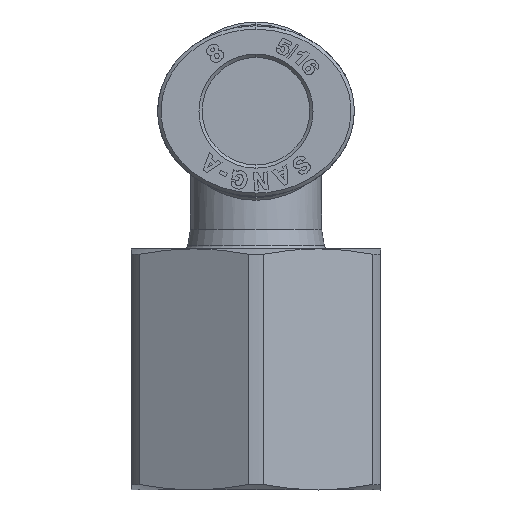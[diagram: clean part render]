
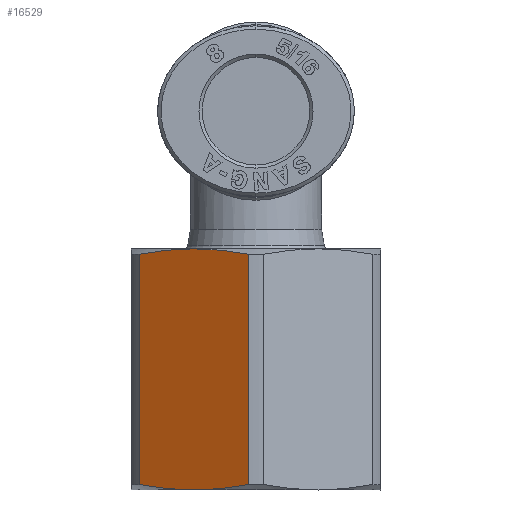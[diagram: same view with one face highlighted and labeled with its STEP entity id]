
A CAD part, left-side view. The second image highlights one B-rep face of the part: STEP entity #16529.
In plain terms, the highlighted planar face has unit normal (-0.866, 0.5, 0).
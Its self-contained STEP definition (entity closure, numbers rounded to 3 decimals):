
#126 = AXIS2_PLACEMENT_3D ( 'NONE', #498, #13746, #27550 ) ;
#498 = CARTESIAN_POINT ( 'NONE',  ( -10.97, 0., -28.9 ) ) ;
#517 = EDGE_CURVE ( 'NONE', #11132, #7810, #10203, .T. ) ;
#936 = VERTEX_POINT ( 'NONE', #28876 ) ;
#1247 = ORIENTED_EDGE ( 'NONE', *, *, #20915, .T. ) ;
#1631 = CARTESIAN_POINT ( 'NONE',  ( -5.82, 8.919, -10.919 ) ) ;
#2032 = DIRECTION ( 'NONE',  ( 0., 0., -1. ) ) ;
#3110 = CARTESIAN_POINT ( 'NONE',  ( -5.82, 8.919, -28.481 ) ) ;
#3502 = CARTESIAN_POINT ( 'NONE',  ( -9.837, 1.962, -28.744 ) ) ;
#4956 = EDGE_CURVE ( 'NONE', #15933, #11132, #22890, .T. ) ;
#5031 = PLANE ( 'NONE',  #126 ) ;
#6015 = VERTEX_POINT ( 'NONE', #14298 ) ;
#6374 = CARTESIAN_POINT ( 'NONE',  ( -10.634, 0.581, -10.919 ) ) ;
#6596 = CARTESIAN_POINT ( 'NONE',  ( -5.82, 8.919, -28.9 ) ) ;
#7810 = VERTEX_POINT ( 'NONE', #22490 ) ;
#7858 = CARTESIAN_POINT ( 'NONE',  ( -7.419, 6.15, -28.9 ) ) ;
#8673 = CARTESIAN_POINT ( 'NONE',  ( -8.227, 4.75, -10.5 ) ) ;
#10203 = B_SPLINE_CURVE_WITH_KNOTS ( 'NONE', 3,
 ( #8673, #12865, #13046, #1631 ),
 .UNSPECIFIED., .F., .F.,
 ( 4, 4 ),
 ( 0., 0.005 ),
 .UNSPECIFIED. ) ;
#10525 = ORIENTED_EDGE ( 'NONE', *, *, #20098, .T. ) ;
#10816 = FACE_OUTER_BOUND ( 'NONE', #14794, .T. ) ;
#10870 = CARTESIAN_POINT ( 'NONE',  ( -8.227, 4.75, -10.5 ) ) ;
#10988 = CARTESIAN_POINT ( 'NONE',  ( -10.634, 0.581, -28.9 ) ) ;
#11132 = VERTEX_POINT ( 'NONE', #13992 ) ;
#12079 = VECTOR ( 'NONE', #2032, 1000. ) ;
#12865 = CARTESIAN_POINT ( 'NONE',  ( -7.419, 6.15, -10.5 ) ) ;
#13046 = CARTESIAN_POINT ( 'NONE',  ( -6.617, 7.538, -10.656 ) ) ;
#13746 = DIRECTION ( 'NONE',  ( -0.866, 0.5, 0. ) ) ;
#13992 = CARTESIAN_POINT ( 'NONE',  ( -8.227, 4.75, -10.5 ) ) ;
#14298 = CARTESIAN_POINT ( 'NONE',  ( -8.227, 4.75, -28.9 ) ) ;
#14553 = VECTOR ( 'NONE', #21934, 1000. ) ;
#14650 = CARTESIAN_POINT ( 'NONE',  ( -5.82, 8.919, -28.481 ) ) ;
#14794 = EDGE_LOOP ( 'NONE', ( #20077, #22086, #10525, #21870, #18306, #1247 ) ) ;
#15667 = EDGE_CURVE ( 'NONE', #936, #6015, #21877, .T. ) ;
#15933 = VERTEX_POINT ( 'NONE', #27101 ) ;
#16529 = ADVANCED_FACE ( 'NONE', ( #10816 ), #5031, .T. ) ;
#17175 = VERTEX_POINT ( 'NONE', #3110 ) ;
#18108 = EDGE_CURVE ( 'NONE', #6015, #17175, #24042, .T. ) ;
#18306 = ORIENTED_EDGE ( 'NONE', *, *, #517, .T. ) ;
#19352 = CARTESIAN_POINT ( 'NONE',  ( -10.634, 0.581, -28.481 ) ) ;
#20077 = ORIENTED_EDGE ( 'NONE', *, *, #18108, .F. ) ;
#20098 = EDGE_CURVE ( 'NONE', #936, #15933, #27171, .T. ) ;
#20915 = EDGE_CURVE ( 'NONE', #7810, #17175, #22902, .T. ) ;
#21411 = CARTESIAN_POINT ( 'NONE',  ( -9.036, 3.35, -28.9 ) ) ;
#21584 = CARTESIAN_POINT ( 'NONE',  ( -8.227, 4.75, -28.9 ) ) ;
#21820 = CARTESIAN_POINT ( 'NONE',  ( -9.837, 1.962, -10.656 ) ) ;
#21870 = ORIENTED_EDGE ( 'NONE', *, *, #4956, .T. ) ;
#21877 = B_SPLINE_CURVE_WITH_KNOTS ( 'NONE', 3,
 ( #19352, #3502, #21411, #23664 ),
 .UNSPECIFIED., .F., .F.,
 ( 4, 4 ),
 ( 0., 0.005 ),
 .UNSPECIFIED. ) ;
#21934 = DIRECTION ( 'NONE',  ( 0., 0., 1. ) ) ;
#22086 = ORIENTED_EDGE ( 'NONE', *, *, #15667, .F. ) ;
#22490 = CARTESIAN_POINT ( 'NONE',  ( -5.82, 8.919, -10.919 ) ) ;
#22890 = B_SPLINE_CURVE_WITH_KNOTS ( 'NONE', 3,
 ( #6374, #21820, #26352, #10870 ),
 .UNSPECIFIED., .F., .F.,
 ( 4, 4 ),
 ( 0., 0.005 ),
 .UNSPECIFIED. ) ;
#22902 = LINE ( 'NONE', #6596, #12079 ) ;
#23448 = CARTESIAN_POINT ( 'NONE',  ( -6.617, 7.538, -28.744 ) ) ;
#23664 = CARTESIAN_POINT ( 'NONE',  ( -8.227, 4.75, -28.9 ) ) ;
#24042 = B_SPLINE_CURVE_WITH_KNOTS ( 'NONE', 3,
 ( #21584, #7858, #23448, #14650 ),
 .UNSPECIFIED., .F., .F.,
 ( 4, 4 ),
 ( 0., 0.005 ),
 .UNSPECIFIED. ) ;
#26352 = CARTESIAN_POINT ( 'NONE',  ( -9.036, 3.35, -10.5 ) ) ;
#27101 = CARTESIAN_POINT ( 'NONE',  ( -10.634, 0.581, -10.919 ) ) ;
#27171 = LINE ( 'NONE', #10988, #14553 ) ;
#27550 = DIRECTION ( 'NONE',  ( -0.5, -0.866, 0. ) ) ;
#28876 = CARTESIAN_POINT ( 'NONE',  ( -10.634, 0.581, -28.481 ) ) ;
